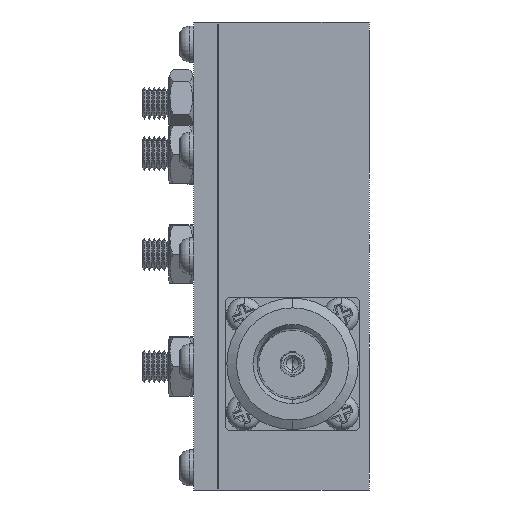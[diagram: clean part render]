
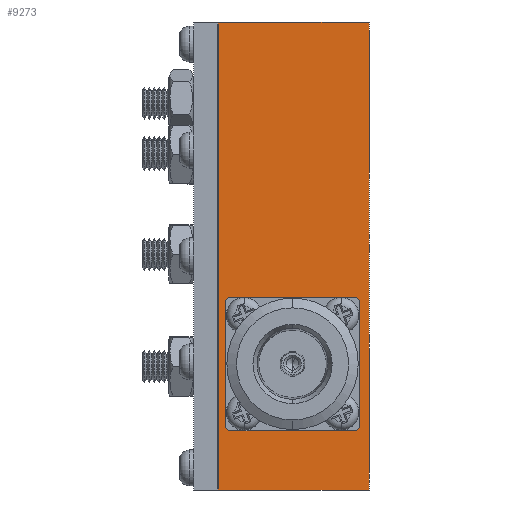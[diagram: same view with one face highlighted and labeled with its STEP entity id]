
A CAD part, left-side view. The second image highlights one B-rep face of the part: STEP entity #9273.
In plain terms, the highlighted planar face has unit normal (-1, 0, 0).
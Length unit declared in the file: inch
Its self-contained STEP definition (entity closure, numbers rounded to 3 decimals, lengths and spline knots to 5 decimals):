
#454 = VERTEX_POINT ( 'NONE', #4379 ) ;
#673 = EDGE_CURVE ( 'NONE', #13408, #23272, #7647, .T. ) ;
#2148 = DIRECTION ( 'NONE',  ( 0., -1., 0. ) ) ;
#3199 = DIRECTION ( 'NONE',  ( 0., -1., 0. ) ) ;
#4379 = CARTESIAN_POINT ( 'NONE',  ( -1.104, 0., -1.104 ) ) ;
#5130 = LINE ( 'NONE', #15543, #27288 ) ;
#5206 = ORIENTED_EDGE ( 'NONE', *, *, #26263, .F. ) ;
#6241 = EDGE_CURVE ( 'NONE', #454, #26997, #5130, .T. ) ;
#6724 = DIRECTION ( 'NONE',  ( 0., 0., 1. ) ) ;
#6995 = DIRECTION ( 'NONE',  ( 0., 0., -1. ) ) ;
#7647 = LINE ( 'NONE', #19885, #24177 ) ;
#8257 = VECTOR ( 'NONE', #2148, 39.37008 ) ;
#9245 = PLANE ( 'NONE',  #23622 ) ;
#9273 = ADVANCED_FACE ( 'NONE', ( #23257 ), #9245, .F. ) ;
#9344 = DIRECTION ( 'NONE',  ( 1., 0., 0. ) ) ;
#11786 = LINE ( 'NONE', #26832, #8257 ) ;
#13125 = EDGE_LOOP ( 'NONE', ( #16626, #5206, #28987, #26363 ) ) ;
#13408 = VERTEX_POINT ( 'NONE', #27058 ) ;
#14873 = LINE ( 'NONE', #27874, #26779 ) ;
#15543 = CARTESIAN_POINT ( 'NONE',  ( -1.104, 0., -1.104 ) ) ;
#16626 = ORIENTED_EDGE ( 'NONE', *, *, #6241, .T. ) ;
#16949 = CARTESIAN_POINT ( 'NONE',  ( -1.104, 0., 1.104 ) ) ;
#19885 = CARTESIAN_POINT ( 'NONE',  ( -1.104, 0.712, -1.104 ) ) ;
#23257 = FACE_OUTER_BOUND ( 'NONE', #13125, .T. ) ;
#23272 = VERTEX_POINT ( 'NONE', #24074 ) ;
#23622 = AXIS2_PLACEMENT_3D ( 'NONE', #27122, #9344, #6995 ) ;
#24074 = CARTESIAN_POINT ( 'NONE',  ( -1.104, 0.712, 1.104 ) ) ;
#24177 = VECTOR ( 'NONE', #26854, 39.37008 ) ;
#26263 = EDGE_CURVE ( 'NONE', #23272, #26997, #11786, .T. ) ;
#26363 = ORIENTED_EDGE ( 'NONE', *, *, #27016, .T. ) ;
#26779 = VECTOR ( 'NONE', #3199, 39.37008 ) ;
#26832 = CARTESIAN_POINT ( 'NONE',  ( -1.104, 0.712, 1.104 ) ) ;
#26854 = DIRECTION ( 'NONE',  ( 0., 0., 1. ) ) ;
#26997 = VERTEX_POINT ( 'NONE', #16949 ) ;
#27016 = EDGE_CURVE ( 'NONE', #13408, #454, #14873, .T. ) ;
#27058 = CARTESIAN_POINT ( 'NONE',  ( -1.104, 0.712, -1.104 ) ) ;
#27122 = CARTESIAN_POINT ( 'NONE',  ( -1.104, 0.712, -1.104 ) ) ;
#27288 = VECTOR ( 'NONE', #6724, 39.37008 ) ;
#27874 = CARTESIAN_POINT ( 'NONE',  ( -1.104, 0.712, -1.104 ) ) ;
#28987 = ORIENTED_EDGE ( 'NONE', *, *, #673, .F. ) ;
